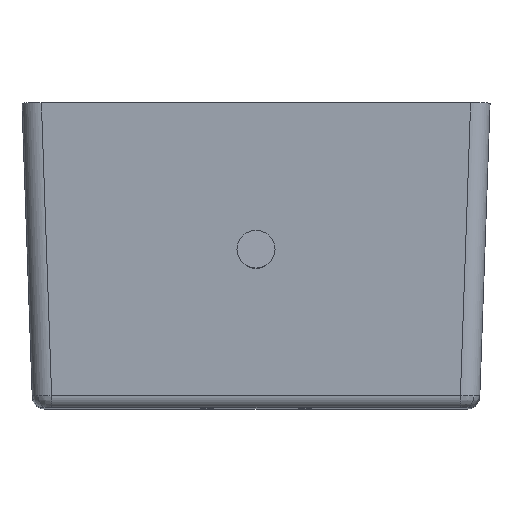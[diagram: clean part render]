
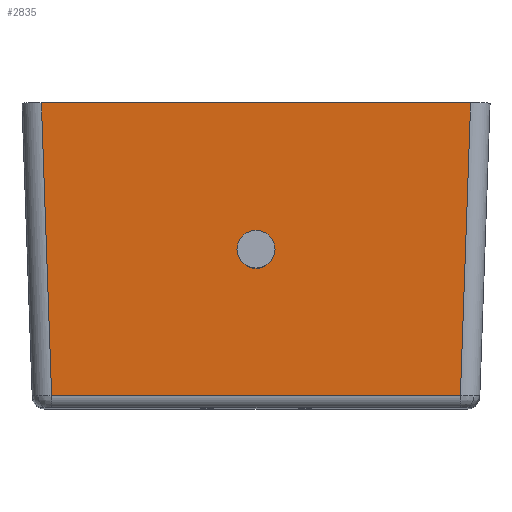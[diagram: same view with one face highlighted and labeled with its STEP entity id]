
A CAD part, top view. The second image highlights one B-rep face of the part: STEP entity #2835.
In plain terms, the highlighted planar face has unit normal (0, -0.035, 0.999).
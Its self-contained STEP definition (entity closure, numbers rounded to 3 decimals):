
#17 = DIRECTION ( 'NONE',  ( 0.035, 0.999, 0.035 ) ) ;
#45 = CARTESIAN_POINT ( 'NONE',  ( -52.168, -74.736, 91.243 ) ) ;
#102 = VERTEX_POINT ( 'NONE', #2219 ) ;
#141 = FACE_BOUND ( 'NONE', #2875, .T. ) ;
#185 = VECTOR ( 'NONE', #888, 1000. ) ;
#233 = DIRECTION ( 'NONE',  ( 0., -0.035, 0.999 ) ) ;
#467 = EDGE_CURVE ( 'NONE', #1004, #855, #2654, .T. ) ;
#622 = DIRECTION ( 'NONE',  ( 1., 0., 0. ) ) ;
#630 = VERTEX_POINT ( 'NONE', #45 ) ;
#670 = VECTOR ( 'NONE', #1596, 1000. ) ;
#794 = DIRECTION ( 'NONE',  ( 0., -0.035, 0.999 ) ) ;
#803 = FACE_OUTER_BOUND ( 'NONE', #3264, .T. ) ;
#855 = VERTEX_POINT ( 'NONE', #4516 ) ;
#888 = DIRECTION ( 'NONE',  ( 0.035, -0.999, -0.035 ) ) ;
#928 = EDGE_CURVE ( 'NONE', #3521, #855, #2541, .T. ) ;
#1004 = VERTEX_POINT ( 'NONE', #3986 ) ;
#1005 = EDGE_CURVE ( 'NONE', #102, #2506, #2352, .T. ) ;
#1016 = DIRECTION ( 'NONE',  ( 0., -0.999, -0.035 ) ) ;
#1047 = ORIENTED_EDGE ( 'NONE', *, *, #1592, .T. ) ;
#1057 = CARTESIAN_POINT ( 'NONE',  ( 54.639, -3.989, 93.714 ) ) ;
#1097 = EDGE_CURVE ( 'NONE', #1004, #630, #4421, .T. ) ;
#1353 = CARTESIAN_POINT ( 'NONE',  ( 52.061, -74.736, 91.243 ) ) ;
#1517 = CARTESIAN_POINT ( 'NONE',  ( 0., -32.521, 92.717 ) ) ;
#1592 = EDGE_CURVE ( 'NONE', #630, #3521, #2454, .T. ) ;
#1596 = DIRECTION ( 'NONE',  ( 1., 0., 0. ) ) ;
#1763 = VECTOR ( 'NONE', #17, 1000. ) ;
#1802 = CARTESIAN_POINT ( 'NONE',  ( 52.168, -74.736, 91.243 ) ) ;
#1961 = ORIENTED_EDGE ( 'NONE', *, *, #467, .F. ) ;
#1988 = AXIS2_PLACEMENT_3D ( 'NONE', #2839, #794, #2211 ) ;
#2211 = DIRECTION ( 'NONE',  ( 0., -0.999, -0.035 ) ) ;
#2219 = CARTESIAN_POINT ( 'NONE',  ( 0., -42.215, 92.379 ) ) ;
#2271 = DIRECTION ( 'NONE',  ( -1., 0., 0. ) ) ;
#2332 = CARTESIAN_POINT ( 'NONE',  ( -59.728, 0., 93.853 ) ) ;
#2352 = CIRCLE ( 'NONE', #1988, 4.85 ) ;
#2437 = AXIS2_PLACEMENT_3D ( 'NONE', #4181, #233, #1016 ) ;
#2454 = LINE ( 'NONE', #1353, #3935 ) ;
#2506 = VERTEX_POINT ( 'NONE', #1517 ) ;
#2511 = AXIS2_PLACEMENT_3D ( 'NONE', #3034, #2988, #2271 ) ;
#2541 = LINE ( 'NONE', #1057, #1763 ) ;
#2654 = LINE ( 'NONE', #2332, #670 ) ;
#2790 = ORIENTED_EDGE ( 'NONE', *, *, #2912, .F. ) ;
#2835 = ADVANCED_FACE ( 'NONE', ( #141, #803 ), #3734, .T. ) ;
#2839 = CARTESIAN_POINT ( 'NONE',  ( 0., -37.368, 92.548 ) ) ;
#2875 = EDGE_LOOP ( 'NONE', ( #3227, #2790 ) ) ;
#2912 = EDGE_CURVE ( 'NONE', #2506, #102, #3720, .T. ) ;
#2988 = DIRECTION ( 'NONE',  ( 0., -0.035, 0.999 ) ) ;
#3034 = CARTESIAN_POINT ( 'NONE',  ( -59.728, 0., 93.853 ) ) ;
#3227 = ORIENTED_EDGE ( 'NONE', *, *, #1005, .F. ) ;
#3264 = EDGE_LOOP ( 'NONE', ( #4091, #1047, #3549, #1961 ) ) ;
#3521 = VERTEX_POINT ( 'NONE', #1802 ) ;
#3549 = ORIENTED_EDGE ( 'NONE', *, *, #928, .T. ) ;
#3699 = CARTESIAN_POINT ( 'NONE',  ( -54.784, 0.172, 93.859 ) ) ;
#3720 = CIRCLE ( 'NONE', #2437, 4.85 ) ;
#3734 = PLANE ( 'NONE',  #2511 ) ;
#3935 = VECTOR ( 'NONE', #622, 1000. ) ;
#3986 = CARTESIAN_POINT ( 'NONE',  ( -54.778, 0., 93.853 ) ) ;
#4091 = ORIENTED_EDGE ( 'NONE', *, *, #1097, .T. ) ;
#4181 = CARTESIAN_POINT ( 'NONE',  ( 0., -37.368, 92.548 ) ) ;
#4421 = LINE ( 'NONE', #3699, #185 ) ;
#4516 = CARTESIAN_POINT ( 'NONE',  ( 54.778, 0., 93.853 ) ) ;
